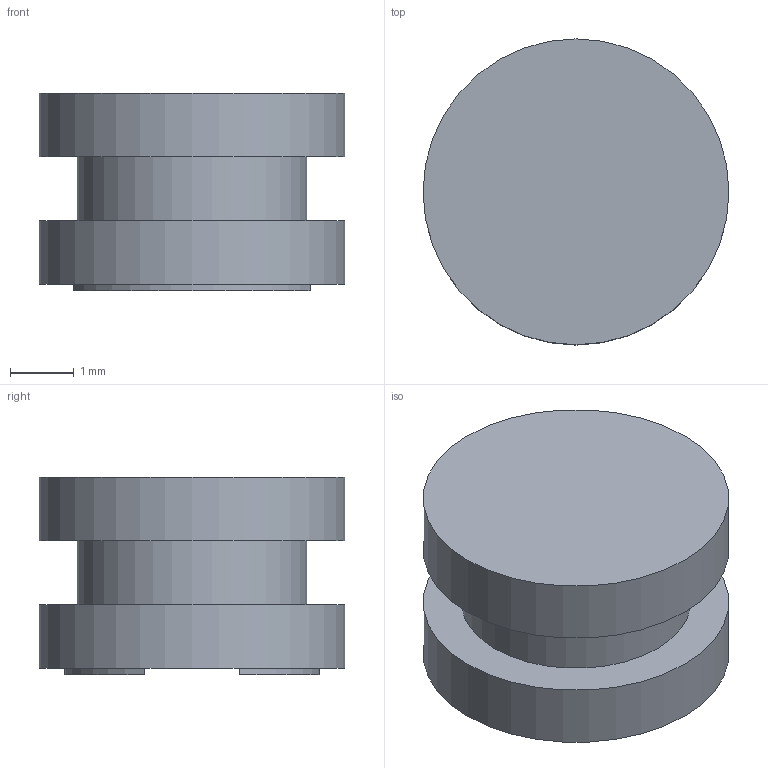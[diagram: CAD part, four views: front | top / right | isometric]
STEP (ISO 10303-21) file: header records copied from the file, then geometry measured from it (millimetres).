
FILE_DESCRIPTION(('FreeCAD Model'),'2;1');
FILE_NAME('L_0403.step', '2018-01-08T16:56:58',('Author'),(''), 'Open CASCADE STEP processor 6.8','FreeCAD','Unknown');
FILE_SCHEMA(('AUTOMOTIVE_DESIGN_CC2 { 1 2 10303 214 -1 1 5 4 }'));
Length unit declared in the file: millimetre
Products named in the file (1): Compound
Bounding box: 4.8 x 4.8 x 3.1 mm (x, y, z)
Volume: 52.1 mm3; surface area: 155 mm2
Topology: 5 solids, 5 shells, 17 faces, 21 edges, 14 vertices
Faces by surface type: plane 12, cylinder 5
Full cylindrical faces by diameter (mm): 3.6 x1, 4.8 x2
Entity records: 753 total; most frequent: CARTESIAN_POINT 139, DIRECTION 95, ORIENTED_EDGE 42, PCURVE 42, DEFINITIONAL_REPRESENTATION 42, LINE 35, VECTOR 35, AXIS2_PLACEMENT_3D 28
